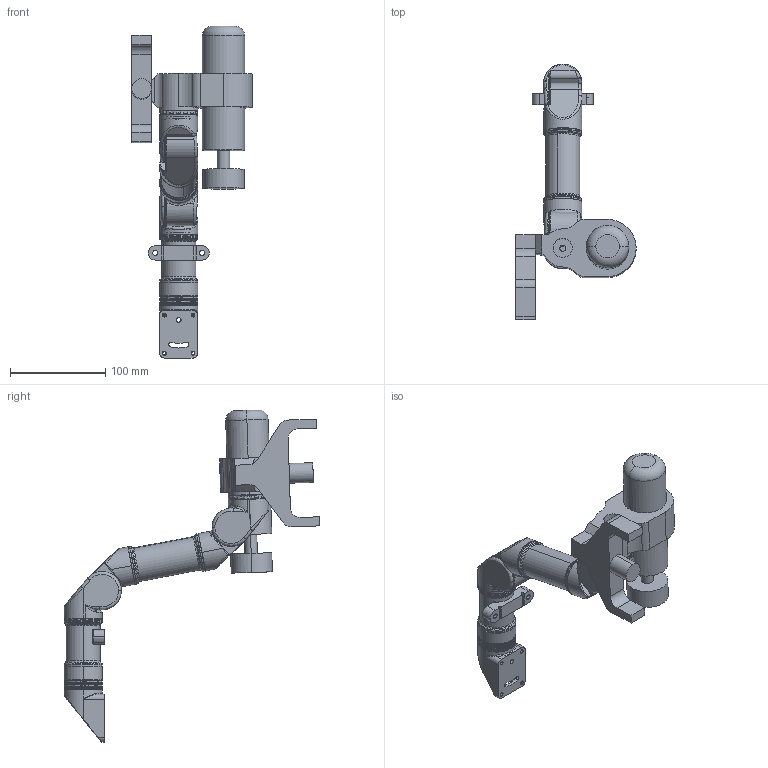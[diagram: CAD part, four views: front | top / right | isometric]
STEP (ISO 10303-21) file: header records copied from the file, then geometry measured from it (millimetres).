
FILE_DESCRIPTION (( 'STEP AP214' ), '1' );
FILE_NAME ('PBH-1000-Defeatured.STEP', '2020-09-15T23:30:47', ( '' ), ( '' ), 'SwSTEP 2.0', 'SolidWorks 2019', '' );
FILE_SCHEMA (( 'AUTOMOTIVE_DESIGN' ));
Length unit declared in the file: millimetre
Products named in the file (14): RS1-100-Defeatured_Short; RS1-181; RS1-223-Defeatured; BOLT-CS-M3LX_BOLT-CS-M3L6; RS1-1010; PBH-100-Defeatured; M2; RS1-182; PIN-M-DXLX_PIN-M-D2P5L6; RS1-183; M2-1; PBH-1001-Defeatured; RS1-180; PBH-1000-Defeatured
Assembly tree (20 placements, depth 3):
  PBH-1000-Defeatured
    RS1-1010
      RS1-180
      RS1-181
      BOLT-CS-M3LX_BOLT-CS-M3L6  x4
      RS1-182
      PIN-M-DXLX_PIN-M-D2P5L6  x4
    RS1-223-Defeatured
    RS1-100-Defeatured_Short
    M2
    M2-1
    RS1-183
    PBH-1001-Defeatured
      PBH-100-Defeatured
      M2-1
Bounding box: 126.14 x 268.3 x 348.03 mm (x, y, z)
Volume: 819662.5 mm3; surface area: 143659 mm2
Topology: 18 solids, 28 shells, 1686 faces, 4343 edges, 2732 vertices
Faces by surface type: cylinder 552, cone 434, plane 339, bspline 300, torus 59, sphere 2
Entity records: 65664 total; most frequent: CARTESIAN_POINT 31986, ORIENTED_EDGE 7720, DIRECTION 6206, EDGE_CURVE 3860, AXIS2_PLACEMENT_3D 2617, VERTEX_POINT 2456, EDGE_LOOP 1578, FACE_OUTER_BOUND 1485
